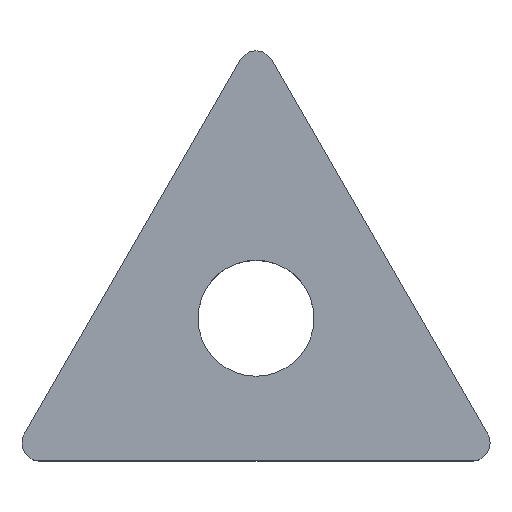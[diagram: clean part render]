
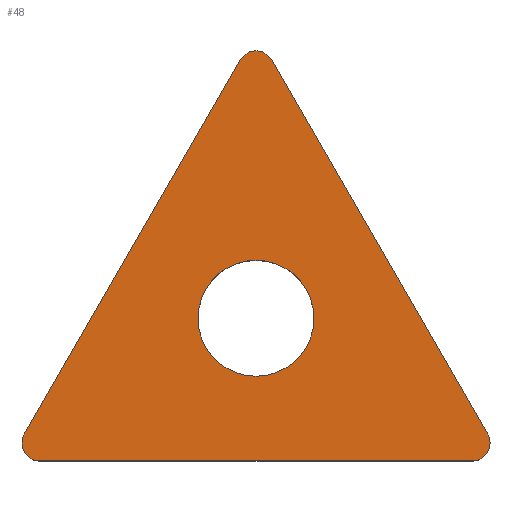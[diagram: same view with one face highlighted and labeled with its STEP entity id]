
A CAD part, top view. The second image highlights one B-rep face of the part: STEP entity #48.
In plain terms, the highlighted planar face has unit normal (0, 0, 1).
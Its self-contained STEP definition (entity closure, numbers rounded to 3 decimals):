
#48=ADVANCED_FACE('',(#63,#64),#58,.T.);
#58=PLANE('',#284);
#63=FACE_BOUND('',#67,.T.);
#64=FACE_BOUND('',#68,.T.);
#67=EDGE_LOOP('',(#79,#80,#81,#82,#83,#84));
#68=EDGE_LOOP('',(#85,#86));
#79=ORIENTED_EDGE('',*,*,#143,.F.);
#80=ORIENTED_EDGE('',*,*,#144,.F.);
#81=ORIENTED_EDGE('',*,*,#145,.F.);
#82=ORIENTED_EDGE('',*,*,#146,.F.);
#83=ORIENTED_EDGE('',*,*,#147,.F.);
#84=ORIENTED_EDGE('',*,*,#148,.F.);
#85=ORIENTED_EDGE('',*,*,#149,.F.);
#86=ORIENTED_EDGE('',*,*,#150,.F.);
#127=VERTEX_POINT('',#383);
#128=VERTEX_POINT('',#384);
#129=VERTEX_POINT('',#386);
#130=VERTEX_POINT('',#388);
#131=VERTEX_POINT('',#390);
#132=VERTEX_POINT('',#392);
#133=VERTEX_POINT('',#395);
#134=VERTEX_POINT('',#396);
#143=EDGE_CURVE('',#127,#128,#209,.T.);
#144=EDGE_CURVE('',#129,#127,#172,.T.);
#145=EDGE_CURVE('',#130,#129,#210,.T.);
#146=EDGE_CURVE('',#131,#130,#173,.T.);
#147=EDGE_CURVE('',#132,#131,#211,.T.);
#148=EDGE_CURVE('',#128,#132,#174,.T.);
#149=EDGE_CURVE('',#133,#134,#175,.T.);
#150=EDGE_CURVE('',#134,#133,#176,.T.);
#172=CIRCLE('',#279,0.8);
#173=CIRCLE('',#280,0.8);
#174=CIRCLE('',#281,0.8);
#175=CIRCLE('',#282,2.58);
#176=CIRCLE('',#283,2.58);
#209=LINE('',#382,#226);
#210=LINE('',#387,#227);
#211=LINE('',#391,#228);
#226=VECTOR('',#316,1.);
#227=VECTOR('',#319,1.);
#228=VECTOR('',#322,1.);
#279=AXIS2_PLACEMENT_3D('',#385,#317,#318);
#280=AXIS2_PLACEMENT_3D('',#389,#320,#321);
#281=AXIS2_PLACEMENT_3D('',#393,#323,#324);
#282=AXIS2_PLACEMENT_3D('',#394,#325,#326);
#283=AXIS2_PLACEMENT_3D('',#397,#327,#328);
#284=AXIS2_PLACEMENT_3D('',#398,#329,#330);
#316=DIRECTION('',(0.5,0.866,0.));
#317=DIRECTION('',(0.,0.,-1.));
#318=DIRECTION('',(0.,-1.,0.));
#319=DIRECTION('',(-1.,0.,0.));
#320=DIRECTION('',(0.,0.,-1.));
#321=DIRECTION('',(0.866,0.5,0.));
#322=DIRECTION('',(0.5,-0.866,0.));
#323=DIRECTION('',(0.,0.,-1.));
#324=DIRECTION('',(-0.866,0.5,0.));
#325=DIRECTION('',(0.,0.,1.));
#326=DIRECTION('',(1.,0.,0.));
#327=DIRECTION('',(0.,0.,1.));
#328=DIRECTION('',(-1.,0.,0.));
#329=DIRECTION('',(0.,0.,1.));
#330=DIRECTION('',(-1.,0.,0.));
#382=CARTESIAN_POINT('',(-10.306,-5.15,0.));
#383=CARTESIAN_POINT('',(-10.306,-5.15,0.));
#384=CARTESIAN_POINT('',(-0.693,11.5,0.));
#385=CARTESIAN_POINT('',(-9.613,-5.55,0.));
#386=CARTESIAN_POINT('',(-9.613,-6.35,0.));
#387=CARTESIAN_POINT('',(9.613,-6.35,0.));
#388=CARTESIAN_POINT('',(9.613,-6.35,0.));
#389=CARTESIAN_POINT('',(9.613,-5.55,0.));
#390=CARTESIAN_POINT('',(10.306,-5.15,0.));
#391=CARTESIAN_POINT('',(0.693,11.5,0.));
#392=CARTESIAN_POINT('',(0.693,11.5,0.));
#393=CARTESIAN_POINT('',(0.,11.1,0.));
#394=CARTESIAN_POINT('',(0.,0.,0.));
#395=CARTESIAN_POINT('',(2.58,0.,0.));
#396=CARTESIAN_POINT('',(-2.58,0.,0.));
#397=CARTESIAN_POINT('',(0.,0.,0.));
#398=CARTESIAN_POINT('',(0.,0.,0.));
